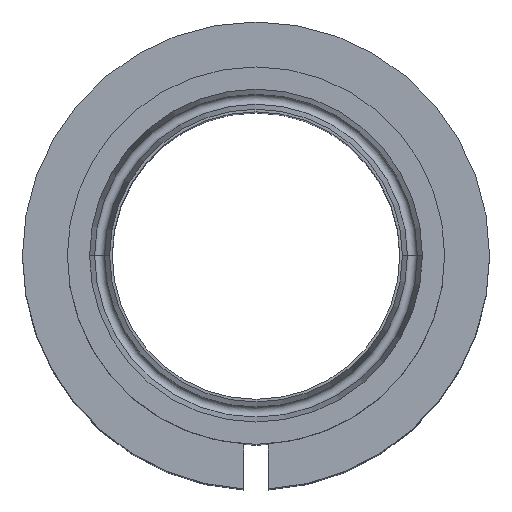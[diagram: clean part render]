
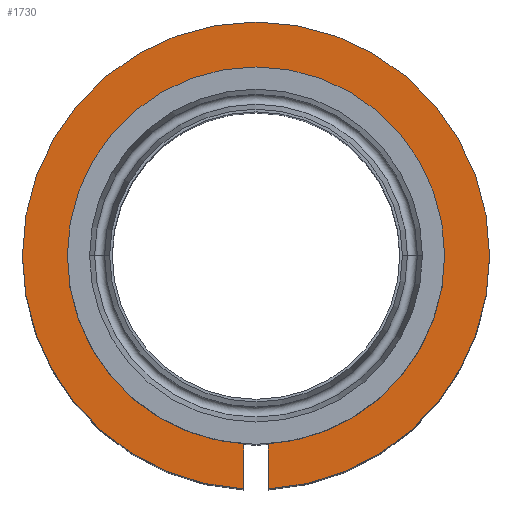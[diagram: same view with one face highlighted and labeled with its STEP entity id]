
A CAD part, top view. The second image highlights one B-rep face of the part: STEP entity #1730.
In plain terms, the highlighted planar face has unit normal (0, 0, 1).
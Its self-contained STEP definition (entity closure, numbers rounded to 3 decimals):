
#20 = DIRECTION ( 'NONE',  ( 0., 0., 1. ) ) ;
#22 = CARTESIAN_POINT ( 'NONE',  ( 0., 0., 0. ) ) ;
#30 = DIRECTION ( 'NONE',  ( 1., 0., 0. ) ) ;
#49 = EDGE_CURVE ( 'NONE', #914, #898, #1366, .T. ) ;
#64 = AXIS2_PLACEMENT_3D ( 'NONE', #22, #20, #30 ) ;
#92 = EDGE_CURVE ( 'NONE', #903, #893, #1397, .T. ) ;
#101 = AXIS2_PLACEMENT_3D ( 'NONE', #771, #789, #790 ) ;
#157 = AXIS2_PLACEMENT_3D ( 'NONE', #368, #375, #376 ) ;
#161 = EDGE_CURVE ( 'NONE', #928, #921, #1423, .T. ) ;
#182 = EDGE_CURVE ( 'NONE', #957, #903, #1439, .T. ) ;
#246 = EDGE_CURVE ( 'NONE', #898, #928, #1469, .T. ) ;
#261 = AXIS2_PLACEMENT_3D ( 'NONE', #1737, #372, #373 ) ;
#270 = EDGE_CURVE ( 'NONE', #893, #921, #1482, .T. ) ;
#272 = EDGE_CURVE ( 'NONE', #942, #914, #1484, .T. ) ;
#297 = AXIS2_PLACEMENT_3D ( 'NONE', #979, #980, #981 ) ;
#321 = AXIS2_PLACEMENT_3D ( 'NONE', #1036, #1037, #1038 ) ;
#323 = AXIS2_PLACEMENT_3D ( 'NONE', #865, #867, #868 ) ;
#334 = EDGE_CURVE ( 'NONE', #957, #942, #1509, .T. ) ;
#368 = CARTESIAN_POINT ( 'NONE',  ( 0., 0., 0. ) ) ;
#372 = DIRECTION ( 'NONE',  ( 0., 0., 1. ) ) ;
#373 = DIRECTION ( 'NONE',  ( 1., 0., 0. ) ) ;
#375 = DIRECTION ( 'NONE',  ( 0., 0., 1. ) ) ;
#376 = DIRECTION ( 'NONE',  ( 1., 0., 0. ) ) ;
#432 = CARTESIAN_POINT ( 'NONE',  ( 0.681, 0., 0. ) ) ;
#433 = DIRECTION ( 'NONE',  ( 0., 1., 0. ) ) ;
#451 = CARTESIAN_POINT ( 'NONE',  ( -13., 0., 0. ) ) ;
#454 = CARTESIAN_POINT ( 'NONE',  ( -10.5, 0., 0. ) ) ;
#459 = CARTESIAN_POINT ( 'NONE',  ( 13., 0., 0. ) ) ;
#470 = CARTESIAN_POINT ( 'NONE',  ( 10.5, 0., 0. ) ) ;
#477 = CARTESIAN_POINT ( 'NONE',  ( -0.681, -12.982, 0. ) ) ;
#484 = CARTESIAN_POINT ( 'NONE',  ( -0.681, -10.478, 0. ) ) ;
#498 = CARTESIAN_POINT ( 'NONE',  ( 0.681, -10.478, 0. ) ) ;
#513 = CARTESIAN_POINT ( 'NONE',  ( 0.681, -12.982, 0. ) ) ;
#763 = PLANE ( 'NONE',  #101 ) ;
#771 = CARTESIAN_POINT ( 'NONE',  ( 0., 13., 0. ) ) ;
#789 = DIRECTION ( 'NONE',  ( 0., 0., -1. ) ) ;
#790 = DIRECTION ( 'NONE',  ( -1., 0., 0. ) ) ;
#844 = CARTESIAN_POINT ( 'NONE',  ( -0.681, 0., 0. ) ) ;
#845 = DIRECTION ( 'NONE',  ( 0., -1., 0. ) ) ;
#865 = CARTESIAN_POINT ( 'NONE',  ( 0., 0., 0. ) ) ;
#867 = DIRECTION ( 'NONE',  ( 0., 0., 1. ) ) ;
#868 = DIRECTION ( 'NONE',  ( 1., 0., 0. ) ) ;
#893 = VERTEX_POINT ( 'NONE', #451 ) ;
#898 = VERTEX_POINT ( 'NONE', #454 ) ;
#903 = VERTEX_POINT ( 'NONE', #459 ) ;
#914 = VERTEX_POINT ( 'NONE', #470 ) ;
#921 = VERTEX_POINT ( 'NONE', #477 ) ;
#928 = VERTEX_POINT ( 'NONE', #484 ) ;
#942 = VERTEX_POINT ( 'NONE', #498 ) ;
#957 = VERTEX_POINT ( 'NONE', #513 ) ;
#979 = CARTESIAN_POINT ( 'NONE',  ( 0., 0., 0. ) ) ;
#980 = DIRECTION ( 'NONE',  ( 0., 0., 1. ) ) ;
#981 = DIRECTION ( 'NONE',  ( 1., 0., 0. ) ) ;
#1036 = CARTESIAN_POINT ( 'NONE',  ( 0., 0., 0. ) ) ;
#1037 = DIRECTION ( 'NONE',  ( 0., 0., 1. ) ) ;
#1038 = DIRECTION ( 'NONE',  ( 1., 0., 0. ) ) ;
#1096 = EDGE_LOOP ( 'NONE', ( #1188, #1189, #1190, #1191, #1192, #1193, #1194, #1195 ) ) ;
#1188 = ORIENTED_EDGE ( 'NONE', *, *, #182, .T. ) ;
#1189 = ORIENTED_EDGE ( 'NONE', *, *, #92, .T. ) ;
#1190 = ORIENTED_EDGE ( 'NONE', *, *, #270, .T. ) ;
#1191 = ORIENTED_EDGE ( 'NONE', *, *, #161, .F. ) ;
#1192 = ORIENTED_EDGE ( 'NONE', *, *, #246, .F. ) ;
#1193 = ORIENTED_EDGE ( 'NONE', *, *, #49, .F. ) ;
#1194 = ORIENTED_EDGE ( 'NONE', *, *, #272, .F. ) ;
#1195 = ORIENTED_EDGE ( 'NONE', *, *, #334, .F. ) ;
#1366 = CIRCLE ( 'NONE', #297, 10.5 ) ;
#1397 = CIRCLE ( 'NONE', #321, 13. ) ;
#1423 = LINE ( 'NONE', #844, #1424 ) ;
#1424 = VECTOR ( 'NONE', #845, 1000. ) ;
#1439 = CIRCLE ( 'NONE', #323, 13. ) ;
#1469 = CIRCLE ( 'NONE', #64, 10.5 ) ;
#1482 = CIRCLE ( 'NONE', #261, 13. ) ;
#1484 = CIRCLE ( 'NONE', #157, 10.5 ) ;
#1509 = LINE ( 'NONE', #432, #1512 ) ;
#1512 = VECTOR ( 'NONE', #433, 1000. ) ;
#1673 = FACE_OUTER_BOUND ( 'NONE', #1096, .T. ) ;
#1730 = ADVANCED_FACE ( 'NONE', ( #1673 ), #763, .F. ) ;
#1737 = CARTESIAN_POINT ( 'NONE',  ( 0., 0., 0. ) ) ;
